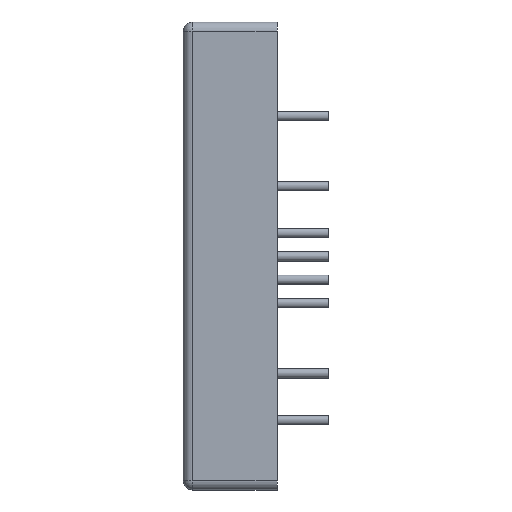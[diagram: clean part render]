
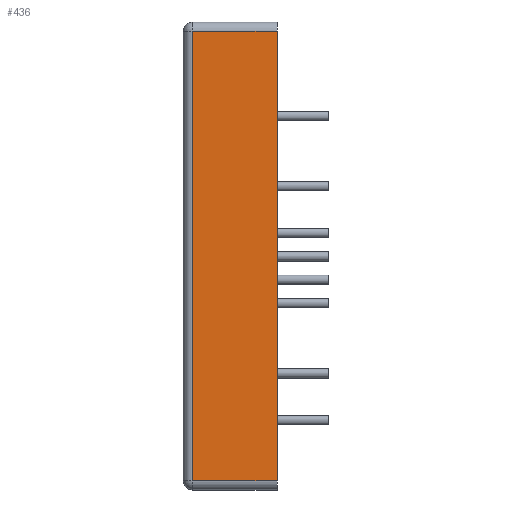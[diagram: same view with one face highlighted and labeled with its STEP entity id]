
A CAD part, left-side view. The second image highlights one B-rep face of the part: STEP entity #436.
In plain terms, the highlighted planar face has unit normal (-1, 0, 0).
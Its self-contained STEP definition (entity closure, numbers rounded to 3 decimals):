
#52 = DIRECTION ( 'NONE',  ( 0., 0., -1. ) ) ;
#107 = LINE ( 'NONE', #324, #1718 ) ;
#276 = DIRECTION ( 'NONE',  ( 0., -1., 0. ) ) ;
#307 = VERTEX_POINT ( 'NONE', #906 ) ;
#324 = CARTESIAN_POINT ( 'NONE',  ( -25.4, 9.2, -25.4 ) ) ;
#346 = CARTESIAN_POINT ( 'NONE',  ( -25.4, 0., -24.4 ) ) ;
#421 = LINE ( 'NONE', #552, #1215 ) ;
#427 = VERTEX_POINT ( 'NONE', #1319 ) ;
#436 = ADVANCED_FACE ( 'NONE', ( #451 ), #1555, .F. ) ;
#451 = FACE_OUTER_BOUND ( 'NONE', #1839, .T. ) ;
#552 = CARTESIAN_POINT ( 'NONE',  ( -25.4, 0., -25.4 ) ) ;
#566 = ORIENTED_EDGE ( 'NONE', *, *, #1213, .T. ) ;
#648 = CARTESIAN_POINT ( 'NONE',  ( -25.4, 10.2, 24.4 ) ) ;
#696 = VECTOR ( 'NONE', #276, 1000. ) ;
#788 = EDGE_CURVE ( 'NONE', #427, #307, #1477, .T. ) ;
#906 = CARTESIAN_POINT ( 'NONE',  ( -25.4, 9.2, 24.4 ) ) ;
#963 = EDGE_CURVE ( 'NONE', #1599, #427, #421, .T. ) ;
#991 = CARTESIAN_POINT ( 'NONE',  ( -25.4, 10.2, -25.4 ) ) ;
#992 = EDGE_CURVE ( 'NONE', #1463, #1599, #1585, .T. ) ;
#1022 = CARTESIAN_POINT ( 'NONE',  ( -25.4, 9.2, -24.4 ) ) ;
#1213 = EDGE_CURVE ( 'NONE', #307, #1463, #107, .T. ) ;
#1215 = VECTOR ( 'NONE', #1248, 1000. ) ;
#1242 = ORIENTED_EDGE ( 'NONE', *, *, #963, .T. ) ;
#1248 = DIRECTION ( 'NONE',  ( 0., 0., 1. ) ) ;
#1319 = CARTESIAN_POINT ( 'NONE',  ( -25.4, 0., 24.4 ) ) ;
#1356 = AXIS2_PLACEMENT_3D ( 'NONE', #991, #1395, #1402 ) ;
#1395 = DIRECTION ( 'NONE',  ( 1., 0., 0. ) ) ;
#1402 = DIRECTION ( 'NONE',  ( 0., 0., -1. ) ) ;
#1425 = CARTESIAN_POINT ( 'NONE',  ( -25.4, 10.2, -24.4 ) ) ;
#1427 = VECTOR ( 'NONE', #1665, 1000. ) ;
#1463 = VERTEX_POINT ( 'NONE', #1022 ) ;
#1477 = LINE ( 'NONE', #648, #1427 ) ;
#1543 = ORIENTED_EDGE ( 'NONE', *, *, #992, .T. ) ;
#1555 = PLANE ( 'NONE',  #1356 ) ;
#1585 = LINE ( 'NONE', #1425, #696 ) ;
#1599 = VERTEX_POINT ( 'NONE', #346 ) ;
#1665 = DIRECTION ( 'NONE',  ( 0., 1., 0. ) ) ;
#1718 = VECTOR ( 'NONE', #52, 1000. ) ;
#1839 = EDGE_LOOP ( 'NONE', ( #566, #1543, #1242, #1865 ) ) ;
#1865 = ORIENTED_EDGE ( 'NONE', *, *, #788, .T. ) ;
